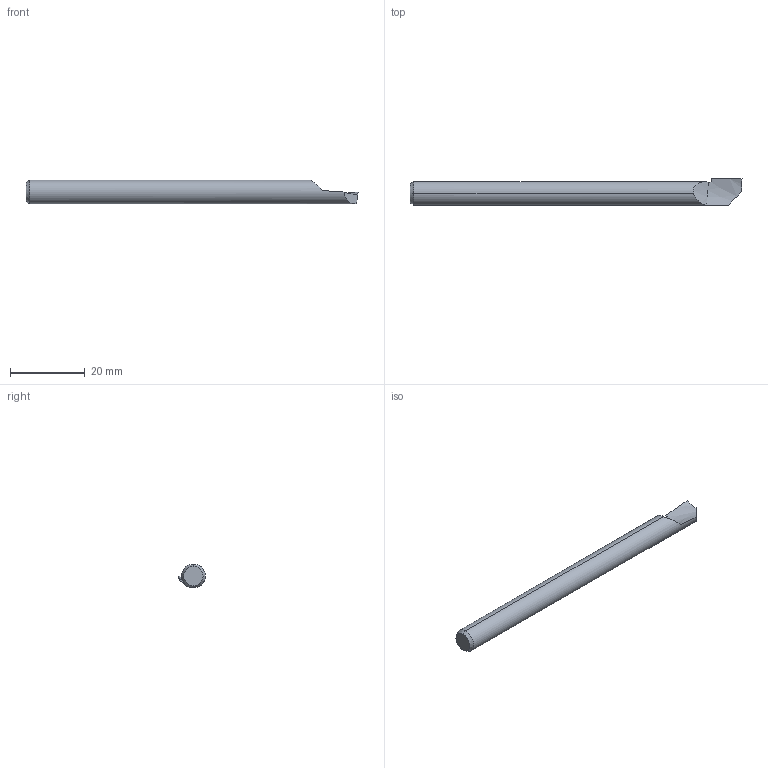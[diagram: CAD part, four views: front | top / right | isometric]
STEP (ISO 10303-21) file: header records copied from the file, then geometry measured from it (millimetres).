
FILE_DESCRIPTION (( 'STEP AP203' ), '1' );
FILE_NAME ('215769-HB300L.STEP', '2024-08-07T16:23:39', ( '' ), ( '' ), 'SwSTEP 2.0', 'SolidWorks 2024', '' );
FILE_SCHEMA (( 'CONFIG_CONTROL_DESIGN' ));
Length unit declared in the file: inch
Products named in the file (1): 215769-HB300L
Bounding box: 88.9 x 7.1 x 6.34 mm (x, y, z)
Volume: 2587.6 mm3; surface area: 1766.8 mm2
Topology: 1 solids, 1 shells, 17 faces, 42 edges, 27 vertices
Faces by surface type: plane 8, bspline 5, cone 2, cylinder 2
Entity records: 713 total; most frequent: CARTESIAN_POINT 297, ORIENTED_EDGE 84, DIRECTION 54, EDGE_CURVE 42, VERTEX_POINT 27, AXIS2_PLACEMENT_3D 22, ADVANCED_FACE 17, EDGE_LOOP 17
